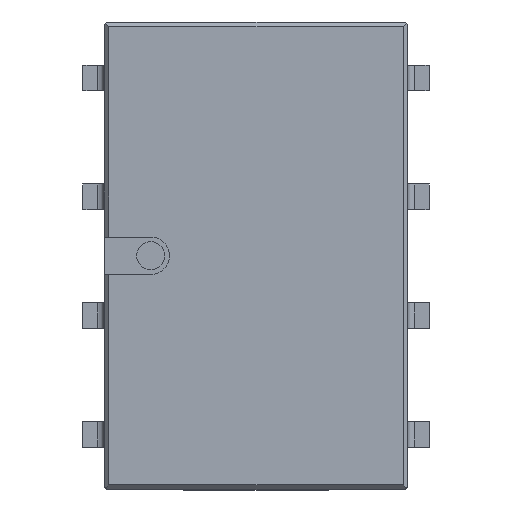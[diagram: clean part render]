
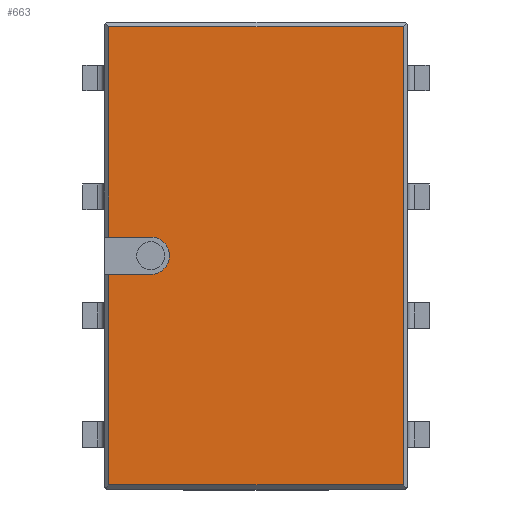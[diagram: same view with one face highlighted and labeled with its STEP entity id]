
A CAD part, top view. The second image highlights one B-rep face of the part: STEP entity #663.
In plain terms, the highlighted planar face has unit normal (0, 0, 1).
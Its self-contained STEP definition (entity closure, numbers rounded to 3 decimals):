
#118 = VERTEX_POINT('',#119);
#119 = CARTESIAN_POINT('',(0.55,-0.1,5.5));
#143 = VERTEX_POINT('',#144);
#144 = CARTESIAN_POINT('',(6.85,-0.1,5.5));
#150 = EDGE_CURVE('',#118,#143,#151,.T.);
#151 = LINE('',#152,#153);
#152 = CARTESIAN_POINT('',(0.45,-0.1,5.5));
#153 = VECTOR('',#154,1.);
#154 = DIRECTION('',(1.,0.,0.));
#646 = VERTEX_POINT('',#647);
#647 = CARTESIAN_POINT('',(0.55,-4.6,5.5));
#653 = EDGE_CURVE('',#118,#646,#654,.T.);
#654 = LINE('',#655,#656);
#655 = CARTESIAN_POINT('',(0.55,0.,5.5));
#656 = VECTOR('',#657,1.);
#657 = DIRECTION('',(0.,-1.,0.));
#663 = ADVANCED_FACE('',(#664),#715,.T.);
#664 = FACE_BOUND('',#665,.T.);
#665 = EDGE_LOOP('',(#666,#667,#668,#676,#685,#693,#701,#709));
#666 = ORIENTED_EDGE('',*,*,#150,.F.);
#667 = ORIENTED_EDGE('',*,*,#653,.T.);
#668 = ORIENTED_EDGE('',*,*,#669,.F.);
#669 = EDGE_CURVE('',#670,#646,#672,.T.);
#670 = VERTEX_POINT('',#671);
#671 = CARTESIAN_POINT('',(1.45,-4.6,5.5));
#672 = LINE('',#673,#674);
#673 = CARTESIAN_POINT('',(1.45,-4.6,5.5));
#674 = VECTOR('',#675,1.);
#675 = DIRECTION('',(-1.,0.,0.));
#676 = ORIENTED_EDGE('',*,*,#677,.F.);
#677 = EDGE_CURVE('',#678,#670,#680,.T.);
#678 = VERTEX_POINT('',#679);
#679 = CARTESIAN_POINT('',(1.45,-5.4,5.5));
#680 = CIRCLE('',#681,0.4);
#681 = AXIS2_PLACEMENT_3D('',#682,#683,#684);
#682 = CARTESIAN_POINT('',(1.45,-5.,5.5));
#683 = DIRECTION('',(0.,0.,1.));
#684 = DIRECTION('',(-1.,0.,0.));
#685 = ORIENTED_EDGE('',*,*,#686,.F.);
#686 = EDGE_CURVE('',#687,#678,#689,.T.);
#687 = VERTEX_POINT('',#688);
#688 = CARTESIAN_POINT('',(0.55,-5.4,5.5));
#689 = LINE('',#690,#691);
#690 = CARTESIAN_POINT('',(0.45,-5.4,5.5));
#691 = VECTOR('',#692,1.);
#692 = DIRECTION('',(1.,0.,0.));
#693 = ORIENTED_EDGE('',*,*,#694,.T.);
#694 = EDGE_CURVE('',#687,#695,#697,.T.);
#695 = VERTEX_POINT('',#696);
#696 = CARTESIAN_POINT('',(0.55,-9.9,5.5));
#697 = LINE('',#698,#699);
#698 = CARTESIAN_POINT('',(0.55,0.,5.5));
#699 = VECTOR('',#700,1.);
#700 = DIRECTION('',(0.,-1.,0.));
#701 = ORIENTED_EDGE('',*,*,#702,.T.);
#702 = EDGE_CURVE('',#695,#703,#705,.T.);
#703 = VERTEX_POINT('',#704);
#704 = CARTESIAN_POINT('',(6.85,-9.9,5.5));
#705 = LINE('',#706,#707);
#706 = CARTESIAN_POINT('',(0.45,-9.9,5.5));
#707 = VECTOR('',#708,1.);
#708 = DIRECTION('',(1.,0.,0.));
#709 = ORIENTED_EDGE('',*,*,#710,.F.);
#710 = EDGE_CURVE('',#143,#703,#711,.T.);
#711 = LINE('',#712,#713);
#712 = CARTESIAN_POINT('',(6.85,0.,5.5));
#713 = VECTOR('',#714,1.);
#714 = DIRECTION('',(0.,-1.,0.));
#715 = PLANE('',#716);
#716 = AXIS2_PLACEMENT_3D('',#717,#718,#719);
#717 = CARTESIAN_POINT('',(0.45,0.,5.5));
#718 = DIRECTION('',(0.,0.,1.));
#719 = DIRECTION('',(1.,0.,0.));
